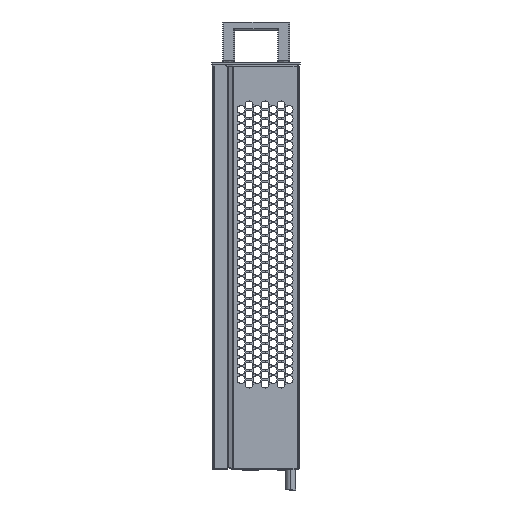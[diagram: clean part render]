
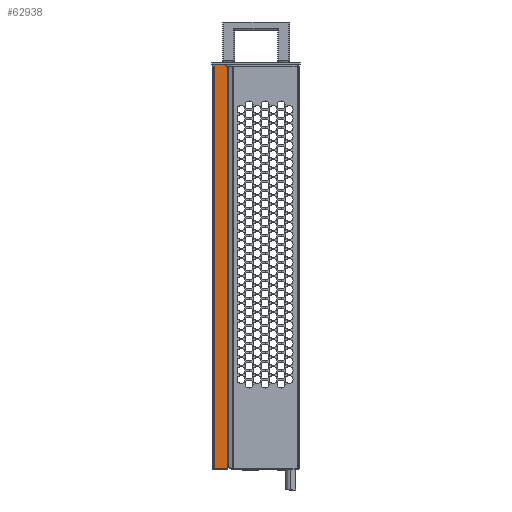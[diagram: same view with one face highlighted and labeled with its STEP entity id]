
A CAD part, left-side view. The second image highlights one B-rep face of the part: STEP entity #62938.
In plain terms, the highlighted planar face has unit normal (-1, 0, 0).
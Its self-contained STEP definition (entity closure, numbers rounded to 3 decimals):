
#56715=CARTESIAN_POINT('',(-221.5,13.,-201.5));
#56727=DIRECTION('',(0.,0.,-1.));
#56728=VECTOR('',#56727,404.);
#56729=CARTESIAN_POINT('',(-221.5,13.,202.5));
#56730=LINE('',#56729,#56728);
#58346=CARTESIAN_POINT('',(-221.5,2.,200.5));
#58347=DIRECTION('',(1.,0.,0.));
#58348=DIRECTION('',(0.,0.,1.));
#58349=AXIS2_PLACEMENT_3D('',#58346,#58347,#58348);
#58351=DIRECTION('',(0.,0.,-1.));
#58352=VECTOR('',#58351,402.);
#58353=CARTESIAN_POINT('',(-221.5,0.,200.5));
#58354=LINE('',#58353,#58352);
#58355=DIRECTION('',(0.,-1.,0.));
#58356=VECTOR('',#58355,11.);
#58357=CARTESIAN_POINT('',(-221.5,13.,202.5));
#58358=LINE('',#58357,#58356);
#58367=DIRECTION('',(0.,-1.,0.));
#58368=VECTOR('',#58367,13.);
#58369=CARTESIAN_POINT('',(-221.5,13.,-201.5));
#58370=LINE('',#58369,#58368);
#60531=CARTESIAN_POINT('',(-221.5,13.,202.5));
#60532=VERTEX_POINT('',#60531);
#60535=VERTEX_POINT('',#56715);
#60572=CARTESIAN_POINT('',(-221.5,0.,-201.5));
#60573=VERTEX_POINT('',#60572);
#60576=CARTESIAN_POINT('',(-221.5,2.,202.5));
#60577=CARTESIAN_POINT('',(-221.5,0.,200.5));
#60578=VERTEX_POINT('',#60576);
#60579=VERTEX_POINT('',#60577);
#62924=CARTESIAN_POINT('',(-221.5,0.,-202.5));
#62925=DIRECTION('',(-1.,0.,0.));
#62926=DIRECTION('',(0.,0.,1.));
#62927=AXIS2_PLACEMENT_3D('',#62924,#62925,#62926);
#62928=PLANE('',#62927);
#62929=ORIENTED_EDGE('',*,*,#62906,.T.);
#62931=ORIENTED_EDGE('',*,*,#62930,.T.);
#62933=ORIENTED_EDGE('',*,*,#62932,.F.);
#62934=ORIENTED_EDGE('',*,*,#61681,.F.);
#62935=ORIENTED_EDGE('',*,*,#62917,.T.);
#62936=EDGE_LOOP('',(#62929,#62931,#62933,#62934,#62935));
#62937=FACE_OUTER_BOUND('',#62936,.F.);
#62938=ADVANCED_FACE('',(#62937),#62928,.T.);
#58350=CIRCLE('',#58349,2.);
#61681=EDGE_CURVE('',#60532,#60535,#56730,.T.);
#62906=EDGE_CURVE('',#60578,#60579,#58350,.T.);
#62917=EDGE_CURVE('',#60532,#60578,#58358,.T.);
#62930=EDGE_CURVE('',#60579,#60573,#58354,.T.);
#62932=EDGE_CURVE('',#60535,#60573,#58370,.T.);
